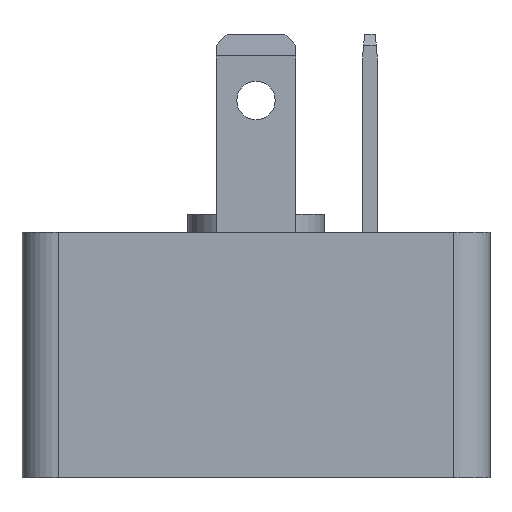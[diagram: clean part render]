
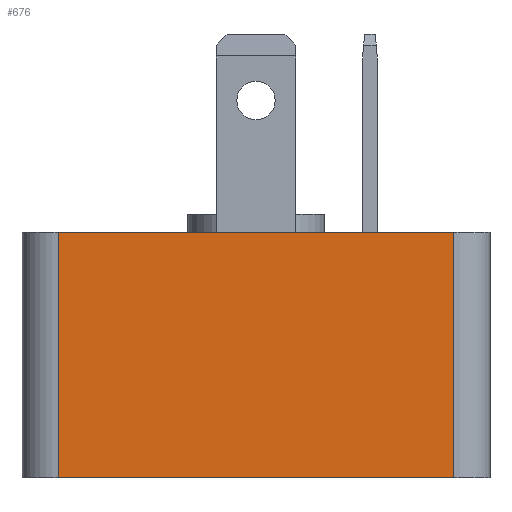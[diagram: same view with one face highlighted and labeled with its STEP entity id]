
A CAD part, left-side view. The second image highlights one B-rep face of the part: STEP entity #676.
In plain terms, the highlighted planar face has unit normal (-1, 0, 0).
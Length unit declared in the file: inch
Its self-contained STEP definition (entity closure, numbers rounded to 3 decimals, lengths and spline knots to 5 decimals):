
#46 = CARTESIAN_POINT ( 'NONE',  ( -0.3235, -0.2735, 0.339 ) ) ;
#80 = CARTESIAN_POINT ( 'NONE',  ( -0.3235, -0.3235, 0.339 ) ) ;
#101 = EDGE_CURVE ( 'NONE', #168, #1102, #1213, .T. ) ;
#168 = VERTEX_POINT ( 'NONE', #1705 ) ;
#286 = CARTESIAN_POINT ( 'NONE',  ( -0.3235, -0.3235, 0. ) ) ;
#599 = VERTEX_POINT ( 'NONE', #46 ) ;
#676 = ADVANCED_FACE ( 'NONE', ( #1575 ), #1463, .F. ) ;
#810 = AXIS2_PLACEMENT_3D ( 'NONE', #1306, #1289, #1281 ) ;
#857 = VERTEX_POINT ( 'NONE', #2334 ) ;
#956 = ORIENTED_EDGE ( 'NONE', *, *, #1210, .T. ) ;
#1001 = VECTOR ( 'NONE', #1241, 39.37008 ) ;
#1032 = LINE ( 'NONE', #286, #2354 ) ;
#1102 = VERTEX_POINT ( 'NONE', #1215 ) ;
#1113 = ORIENTED_EDGE ( 'NONE', *, *, #1972, .F. ) ;
#1138 = EDGE_CURVE ( 'NONE', #1102, #857, #1032, .T. ) ;
#1141 = VECTOR ( 'NONE', #1571, 39.37008 ) ;
#1210 = EDGE_CURVE ( 'NONE', #857, #599, #2322, .T. ) ;
#1213 = LINE ( 'NONE', #2241, #2114 ) ;
#1215 = CARTESIAN_POINT ( 'NONE',  ( -0.3235, 0.2735, 0. ) ) ;
#1241 = DIRECTION ( 'NONE',  ( 0., 0., 1. ) ) ;
#1281 = DIRECTION ( 'NONE',  ( 0., 0., -1. ) ) ;
#1289 = DIRECTION ( 'NONE',  ( 1., 0., 0. ) ) ;
#1306 = CARTESIAN_POINT ( 'NONE',  ( -0.3235, -0.3235, 0.339 ) ) ;
#1463 = PLANE ( 'NONE',  #810 ) ;
#1566 = DIRECTION ( 'NONE',  ( 0., 0., -1. ) ) ;
#1571 = DIRECTION ( 'NONE',  ( 0., -1., 0. ) ) ;
#1575 = FACE_OUTER_BOUND ( 'NONE', #2049, .T. ) ;
#1593 = LINE ( 'NONE', #80, #1141 ) ;
#1705 = CARTESIAN_POINT ( 'NONE',  ( -0.3235, 0.2735, 0.339 ) ) ;
#1731 = DIRECTION ( 'NONE',  ( 0., -1., 0. ) ) ;
#1849 = ORIENTED_EDGE ( 'NONE', *, *, #1138, .T. ) ;
#1972 = EDGE_CURVE ( 'NONE', #168, #599, #1593, .T. ) ;
#2049 = EDGE_LOOP ( 'NONE', ( #1849, #956, #1113, #2232 ) ) ;
#2114 = VECTOR ( 'NONE', #1566, 39.37008 ) ;
#2232 = ORIENTED_EDGE ( 'NONE', *, *, #101, .T. ) ;
#2241 = CARTESIAN_POINT ( 'NONE',  ( -0.3235, 0.2735, 0.339 ) ) ;
#2267 = CARTESIAN_POINT ( 'NONE',  ( -0.3235, -0.2735, 0.339 ) ) ;
#2322 = LINE ( 'NONE', #2267, #1001 ) ;
#2334 = CARTESIAN_POINT ( 'NONE',  ( -0.3235, -0.2735, 0. ) ) ;
#2354 = VECTOR ( 'NONE', #1731, 39.37008 ) ;
